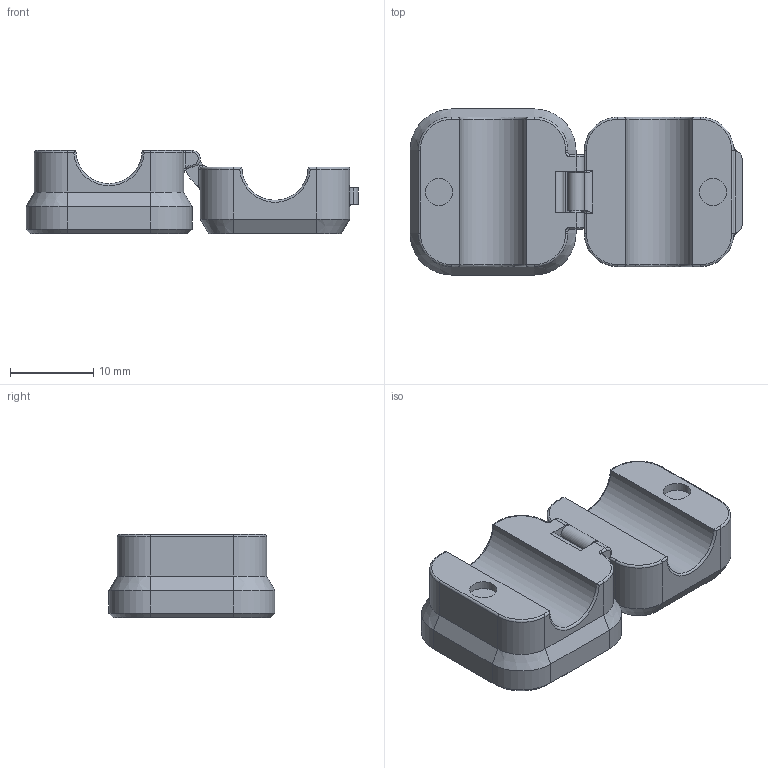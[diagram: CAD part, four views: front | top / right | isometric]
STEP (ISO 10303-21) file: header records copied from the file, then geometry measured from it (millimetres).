
FILE_DESCRIPTION(('STEP AP214'), '1');
FILE_NAME('äåðæàòåëü äëÿ ïðîâîäîâ', '', ('UNSPECIFIED'), ('UNSPECIFIED'), 'C3D Converter', 'C3D Toolkit', '');
FILE_SCHEMA(('AUTOMOTIVE_DESIGN { 1 0 10303 214 3 1 1}'));
Length unit declared in the file: millimetre
Assembly tree (2 placements, depth 2):
  (unnamed)
    (unnamed)
    (unnamed)
Bounding box: 40 x 20 x 10 mm (x, y, z)
Volume: 4935.6 mm3; surface area: 2628.1 mm2
Topology: 2 solids, 2 shells, 173 faces, 396 edges, 230 vertices
Faces by surface type: cylinder 69, plane 54, torus 30, cone 16, bspline 2, sphere 2
Full cylindrical faces by diameter (mm): 1 x2, 3.3 x2
Entity records: 5308 total; most frequent: CARTESIAN_POINT 1270, DIRECTION 876, ORIENTED_EDGE 760, EDGE_CURVE 380, AXIS2_PLACEMENT_3D 344, VERTEX_POINT 228, EDGE_LOOP 190, LINE 188
